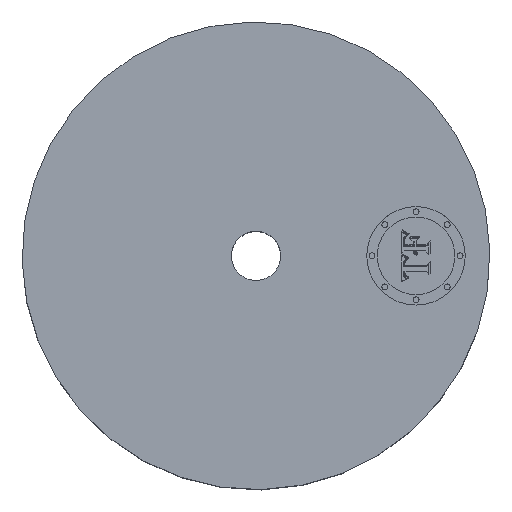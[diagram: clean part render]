
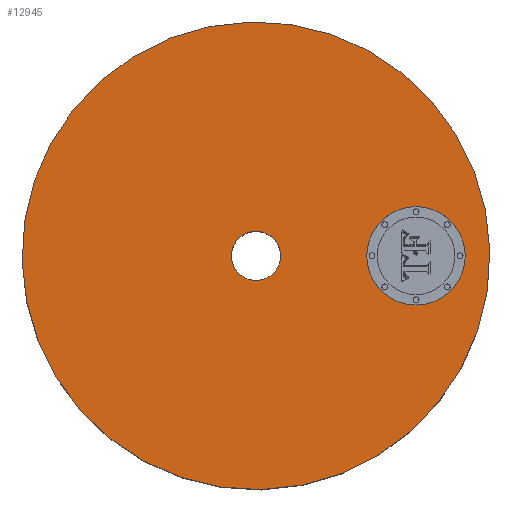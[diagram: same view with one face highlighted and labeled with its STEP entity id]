
A CAD part, top view. The second image highlights one B-rep face of the part: STEP entity #12945.
In plain terms, the highlighted planar face has unit normal (0, 0, 1).
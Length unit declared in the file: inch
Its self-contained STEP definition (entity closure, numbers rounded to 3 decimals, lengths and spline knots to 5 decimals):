
#3315=AXIS2_PLACEMENT_3D('Circle Axis2P3D',#3313,#3314,$) ;
#3334=AXIS2_PLACEMENT_3D('Circle Axis2P3D',#3332,#3333,$) ;
#3854=AXIS2_PLACEMENT_3D('Circle Axis2P3D',#3852,#3853,$) ;
#3880=AXIS2_PLACEMENT_3D('Circle Axis2P3D',#3878,#3879,$) ;
#12917=AXIS2_PLACEMENT_3D('Plane Axis2P3D',#12914,#12915,#12916) ;
#12929=AXIS2_PLACEMENT_3D('Circle Axis2P3D',#12927,#12928,$) ;
#12938=AXIS2_PLACEMENT_3D('Circle Axis2P3D',#12936,#12937,$) ;
#3310=CARTESIAN_POINT('Vertex',(-1.13864,-2.08426,2.)) ;
#3313=CARTESIAN_POINT('Axis2P3D Location',(0.,0.,2.)) ;
#3317=CARTESIAN_POINT('Vertex',(1.13864,2.08426,2.)) ;
#3332=CARTESIAN_POINT('Axis2P3D Location',(0.,0.,2.)) ;
#3852=CARTESIAN_POINT('Axis2P3D Location',(0.,0.,2.)) ;
#3856=CARTESIAN_POINT('Vertex',(0.11986,0.2194,2.)) ;
#3858=CARTESIAN_POINT('Vertex',(-0.11986,-0.2194,2.)) ;
#3878=CARTESIAN_POINT('Axis2P3D Location',(0.,0.,2.)) ;
#12914=CARTESIAN_POINT('Axis2P3D Location',(0.,0.25,2.)) ;
#12927=CARTESIAN_POINT('Axis2P3D Location',(1.625,0.,2.)) ;
#12931=CARTESIAN_POINT('Vertex',(1.625,-0.5,2.)) ;
#12933=CARTESIAN_POINT('Vertex',(1.625,0.5,2.)) ;
#12936=CARTESIAN_POINT('Axis2P3D Location',(1.625,0.,2.)) ;
#3314=DIRECTION('Axis2P3D Direction',(0.,0.,-0.039)) ;
#3333=DIRECTION('Axis2P3D Direction',(0.,0.,-0.039)) ;
#3853=DIRECTION('Axis2P3D Direction',(0.,0.,-0.039)) ;
#3879=DIRECTION('Axis2P3D Direction',(0.,0.,-0.039)) ;
#12915=DIRECTION('Axis2P3D Direction',(0.,0.,-0.039)) ;
#12916=DIRECTION('Axis2P3D XDirection',(0.039,0.,0.)) ;
#12928=DIRECTION('Axis2P3D Direction',(0.,0.,-0.039)) ;
#12937=DIRECTION('Axis2P3D Direction',(0.,0.,-0.039)) ;
#12920=ORIENTED_EDGE('',*,*,#3336,.F.) ;
#12921=ORIENTED_EDGE('',*,*,#3319,.F.) ;
#12924=ORIENTED_EDGE('',*,*,#3882,.T.) ;
#12925=ORIENTED_EDGE('',*,*,#3860,.T.) ;
#12942=ORIENTED_EDGE('',*,*,#12935,.F.) ;
#12943=ORIENTED_EDGE('',*,*,#12940,.F.) ;
#12926=FACE_BOUND('',#12923,.T.) ;
#12944=FACE_BOUND('',#12941,.T.) ;
#12945=ADVANCED_FACE('PartBody',(#12922,#12926,#12944),#12918,.F.) ;
#3316=CIRCLE('generated circle',#3315,2.375) ;
#3335=CIRCLE('generated circle',#3334,2.375) ;
#3855=CIRCLE('generated circle',#3854,0.25) ;
#3881=CIRCLE('generated circle',#3880,0.25) ;
#12930=CIRCLE('generated circle',#12929,0.5) ;
#12939=CIRCLE('generated circle',#12938,0.5) ;
#3319=EDGE_CURVE('',#3311,#3318,#3316,.T.) ;
#3336=EDGE_CURVE('',#3318,#3311,#3335,.T.) ;
#3860=EDGE_CURVE('',#3857,#3859,#3855,.T.) ;
#3882=EDGE_CURVE('',#3859,#3857,#3881,.T.) ;
#12935=EDGE_CURVE('',#12932,#12934,#12930,.F.) ;
#12940=EDGE_CURVE('',#12934,#12932,#12939,.F.) ;
#12919=EDGE_LOOP('',(#12920,#12921)) ;
#12923=EDGE_LOOP('',(#12924,#12925)) ;
#12941=EDGE_LOOP('',(#12942,#12943)) ;
#12922=FACE_OUTER_BOUND('',#12919,.T.) ;
#12918=PLANE('',#12917) ;
#3311=VERTEX_POINT('',#3310) ;
#3318=VERTEX_POINT('',#3317) ;
#3857=VERTEX_POINT('',#3856) ;
#3859=VERTEX_POINT('',#3858) ;
#12932=VERTEX_POINT('',#12931) ;
#12934=VERTEX_POINT('',#12933) ;
